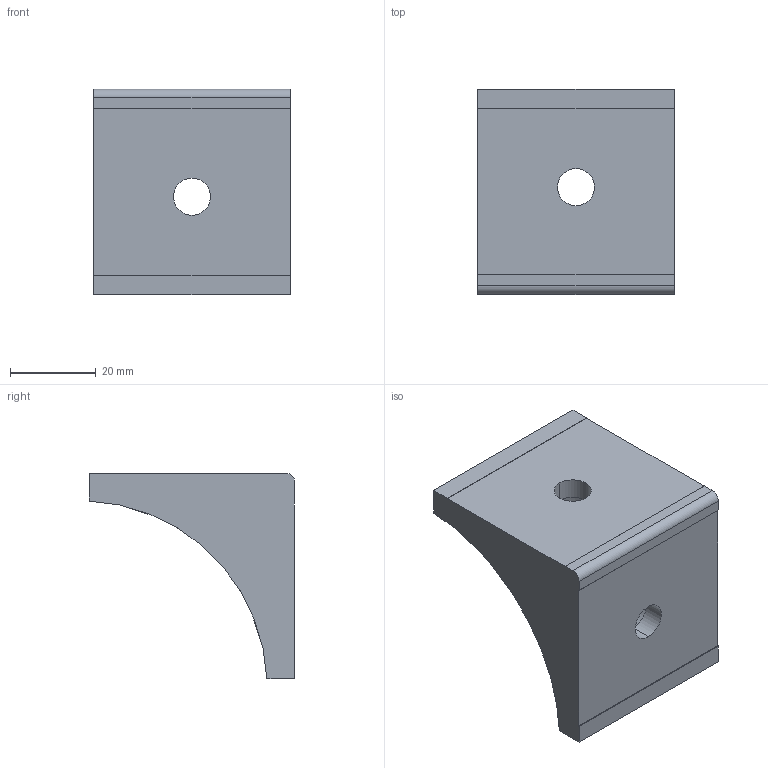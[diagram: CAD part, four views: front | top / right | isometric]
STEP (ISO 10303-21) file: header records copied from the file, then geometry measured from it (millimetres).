
FILE_DESCRIPTION (( 'STEP AP214' ), '1' );
FILE_NAME ('A383 Óãëîâîé àëþìèíèåâûé ñîåäèíèòåëü 50õ50.STEP', '2021-05-26T13:57:33', ( 'Windows User' ), ( '' ), 'SwSTEP 2.0', 'SolidWorks 2021', '' );
FILE_SCHEMA (( 'AUTOMOTIVE_DESIGN' ));
Length unit declared in the file: millimetre
Products named in the file (1): A383 Óãëîâîé àëþìèíèåâûé ñîåäèíèòåëü 50õ50
Bounding box: 46 x 48 x 48 mm (x, y, z)
Volume: 41342.6 mm3; surface area: 10720.1 mm2
Topology: 1 solids, 1 shells, 26 faces, 68 edges, 45 vertices
Faces by surface type: plane 16, cylinder 10
Entity records: 970 total; most frequent: CARTESIAN_POINT 282, ORIENTED_EDGE 136, DIRECTION 132, EDGE_CURVE 68, LINE 46, VECTOR 46, VERTEX_POINT 45, AXIS2_PLACEMENT_3D 43
